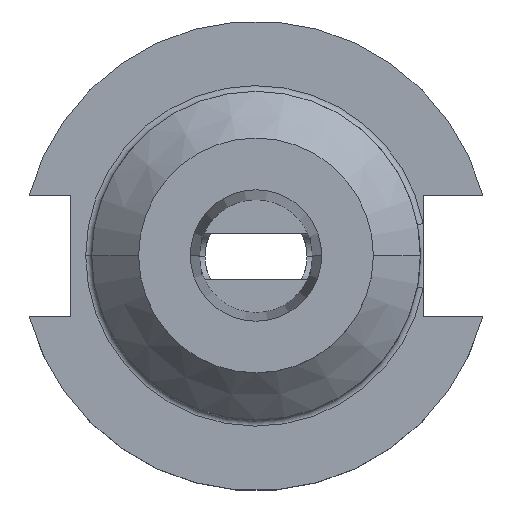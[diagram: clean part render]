
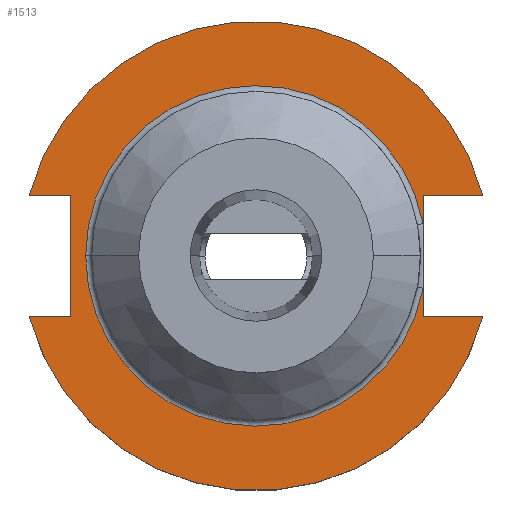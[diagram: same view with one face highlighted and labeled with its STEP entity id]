
A CAD part, top view. The second image highlights one B-rep face of the part: STEP entity #1513.
In plain terms, the highlighted planar face has unit normal (0, 0, 1).
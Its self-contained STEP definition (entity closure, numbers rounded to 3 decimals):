
#16 = CARTESIAN_POINT ( 'NONE',  ( 22.606, 22.225, 19.05 ) ) ;
#65 = CARTESIAN_POINT ( 'NONE',  ( 22.606, 8.191, 19.05 ) ) ;
#119 = CARTESIAN_POINT ( 'NONE',  ( -25.091, 8.191, 19.05 ) ) ;
#166 = EDGE_LOOP ( 'NONE', ( #1141, #995, #2449, #1781, #538, #735, #1940, #446, #769, #2077, #2681 ) ) ;
#286 = VERTEX_POINT ( 'NONE', #1565 ) ;
#288 = DIRECTION ( 'NONE',  ( 0., 0., 1. ) ) ;
#297 = VERTEX_POINT ( 'NONE', #65 ) ;
#345 = DIRECTION ( 'NONE',  ( 1., 0., 0. ) ) ;
#367 = VERTEX_POINT ( 'NONE', #2671 ) ;
#397 = LINE ( 'NONE', #1470, #1282 ) ;
#399 = VECTOR ( 'NONE', #345, 1000. ) ;
#429 = EDGE_CURVE ( 'NONE', #1435, #367, #2537, .T. ) ;
#446 = ORIENTED_EDGE ( 'NONE', *, *, #2381, .T. ) ;
#468 = EDGE_CURVE ( 'NONE', #812, #2610, #1327, .T. ) ;
#522 = DIRECTION ( 'NONE',  ( 0., -1., 0. ) ) ;
#536 = CARTESIAN_POINT ( 'NONE',  ( 0., 0., 19.05 ) ) ;
#538 = ORIENTED_EDGE ( 'NONE', *, *, #2648, .F. ) ;
#542 = CARTESIAN_POINT ( 'NONE',  ( 0., 8.191, 19.05 ) ) ;
#586 = LINE ( 'NONE', #2734, #2018 ) ;
#599 = DIRECTION ( 'NONE',  ( -1., 0., 0. ) ) ;
#621 = DIRECTION ( 'NONE',  ( 1., 0., 0. ) ) ;
#622 = EDGE_CURVE ( 'NONE', #1866, #1435, #1425, .T. ) ;
#652 = AXIS2_PLACEMENT_3D ( 'NONE', #2218, #2012, #2420 ) ;
#703 = EDGE_CURVE ( 'NONE', #2740, #2610, #838, .T. ) ;
#704 = AXIS2_PLACEMENT_3D ( 'NONE', #536, #1621, #2049 ) ;
#735 = ORIENTED_EDGE ( 'NONE', *, *, #1626, .T. ) ;
#746 = VECTOR ( 'NONE', #621, 1000. ) ;
#753 = EDGE_CURVE ( 'NONE', #2740, #286, #2534, .T. ) ;
#769 = ORIENTED_EDGE ( 'NONE', *, *, #753, .F. ) ;
#786 = CARTESIAN_POINT ( 'NONE',  ( -61.091, -8.191, 19.05 ) ) ;
#806 = DIRECTION ( 'NONE',  ( 1., 0., 0. ) ) ;
#812 = VERTEX_POINT ( 'NONE', #1628 ) ;
#830 = VECTOR ( 'NONE', #522, 1000. ) ;
#838 = CIRCLE ( 'NONE', #1021, 31.75 ) ;
#948 = LINE ( 'NONE', #16, #2582 ) ;
#953 = CIRCLE ( 'NONE', #2790, 31.75 ) ;
#995 = ORIENTED_EDGE ( 'NONE', *, *, #622, .T. ) ;
#1021 = AXIS2_PLACEMENT_3D ( 'NONE', #1610, #288, #1834 ) ;
#1069 = CARTESIAN_POINT ( 'NONE',  ( 0., 0., 19.05 ) ) ;
#1085 = DIRECTION ( 'NONE',  ( 1., 0., 0. ) ) ;
#1141 = ORIENTED_EDGE ( 'NONE', *, *, #2430, .T. ) ;
#1179 = LINE ( 'NONE', #542, #2554 ) ;
#1205 = CARTESIAN_POINT ( 'NONE',  ( -30.675, 8.191, 19.05 ) ) ;
#1258 = VERTEX_POINT ( 'NONE', #1205 ) ;
#1264 = CARTESIAN_POINT ( 'NONE',  ( 0., -8.191, 19.05 ) ) ;
#1282 = VECTOR ( 'NONE', #1909, 1000. ) ;
#1327 = LINE ( 'NONE', #1264, #746 ) ;
#1351 = EDGE_CURVE ( 'NONE', #367, #297, #397, .T. ) ;
#1425 = CIRCLE ( 'NONE', #652, 23.025 ) ;
#1435 = VERTEX_POINT ( 'NONE', #2612 ) ;
#1470 = CARTESIAN_POINT ( 'NONE',  ( 22.606, 22.225, 19.05 ) ) ;
#1513 = ADVANCED_FACE ( 'NONE', ( #2054 ), #2242, .F. ) ;
#1524 = VERTEX_POINT ( 'NONE', #1981 ) ;
#1552 = CARTESIAN_POINT ( 'NONE',  ( 0., 22.225, 19.05 ) ) ;
#1565 = CARTESIAN_POINT ( 'NONE',  ( -25.091, -8.191, 19.05 ) ) ;
#1610 = CARTESIAN_POINT ( 'NONE',  ( 0., 0., 19.05 ) ) ;
#1621 = DIRECTION ( 'NONE',  ( 0., 0., -1. ) ) ;
#1626 = EDGE_CURVE ( 'NONE', #1524, #1258, #953, .T. ) ;
#1628 = CARTESIAN_POINT ( 'NONE',  ( 22.606, -8.191, 19.05 ) ) ;
#1634 = CARTESIAN_POINT ( 'NONE',  ( 22.606, -4.373, 19.05 ) ) ;
#1661 = VERTEX_POINT ( 'NONE', #2159 ) ;
#1752 = DIRECTION ( 'NONE',  ( 0., 0., 1. ) ) ;
#1769 = DIRECTION ( 'NONE',  ( -1., 0., 0. ) ) ;
#1781 = ORIENTED_EDGE ( 'NONE', *, *, #1351, .T. ) ;
#1834 = DIRECTION ( 'NONE',  ( 1., 0., 0. ) ) ;
#1866 = VERTEX_POINT ( 'NONE', #1634 ) ;
#1909 = DIRECTION ( 'NONE',  ( 0., 1., 0. ) ) ;
#1940 = ORIENTED_EDGE ( 'NONE', *, *, #2665, .T. ) ;
#1981 = CARTESIAN_POINT ( 'NONE',  ( 30.675, 8.191, 19.05 ) ) ;
#1989 = DIRECTION ( 'NONE',  ( 0., 1., 0. ) ) ;
#2012 = DIRECTION ( 'NONE',  ( 0., 0., -1. ) ) ;
#2018 = VECTOR ( 'NONE', #806, 1000. ) ;
#2049 = DIRECTION ( 'NONE',  ( -1., 0., 0. ) ) ;
#2054 = FACE_OUTER_BOUND ( 'NONE', #166, .T. ) ;
#2077 = ORIENTED_EDGE ( 'NONE', *, *, #703, .T. ) ;
#2150 = CARTESIAN_POINT ( 'NONE',  ( 30.675, -8.191, 19.05 ) ) ;
#2159 = CARTESIAN_POINT ( 'NONE',  ( -25.091, 8.191, 19.05 ) ) ;
#2218 = CARTESIAN_POINT ( 'NONE',  ( 0., 0., 19.05 ) ) ;
#2242 = PLANE ( 'NONE',  #2807 ) ;
#2356 = LINE ( 'NONE', #119, #830 ) ;
#2381 = EDGE_CURVE ( 'NONE', #1661, #286, #2356, .T. ) ;
#2418 = DIRECTION ( 'NONE',  ( 0., 0., -1. ) ) ;
#2420 = DIRECTION ( 'NONE',  ( -1., 0., 0. ) ) ;
#2430 = EDGE_CURVE ( 'NONE', #812, #1866, #948, .T. ) ;
#2449 = ORIENTED_EDGE ( 'NONE', *, *, #429, .T. ) ;
#2534 = LINE ( 'NONE', #786, #399 ) ;
#2537 = CIRCLE ( 'NONE', #704, 23.025 ) ;
#2554 = VECTOR ( 'NONE', #599, 1000. ) ;
#2582 = VECTOR ( 'NONE', #1989, 1000. ) ;
#2610 = VERTEX_POINT ( 'NONE', #2150 ) ;
#2612 = CARTESIAN_POINT ( 'NONE',  ( -23.025, 0., 19.05 ) ) ;
#2648 = EDGE_CURVE ( 'NONE', #1524, #297, #1179, .T. ) ;
#2665 = EDGE_CURVE ( 'NONE', #1258, #1661, #586, .T. ) ;
#2671 = CARTESIAN_POINT ( 'NONE',  ( 22.606, 4.373, 19.05 ) ) ;
#2681 = ORIENTED_EDGE ( 'NONE', *, *, #468, .F. ) ;
#2734 = CARTESIAN_POINT ( 'NONE',  ( -61.091, 8.191, 19.05 ) ) ;
#2740 = VERTEX_POINT ( 'NONE', #2785 ) ;
#2785 = CARTESIAN_POINT ( 'NONE',  ( -30.675, -8.191, 19.05 ) ) ;
#2790 = AXIS2_PLACEMENT_3D ( 'NONE', #1069, #1752, #1085 ) ;
#2807 = AXIS2_PLACEMENT_3D ( 'NONE', #1552, #2418, #1769 ) ;
